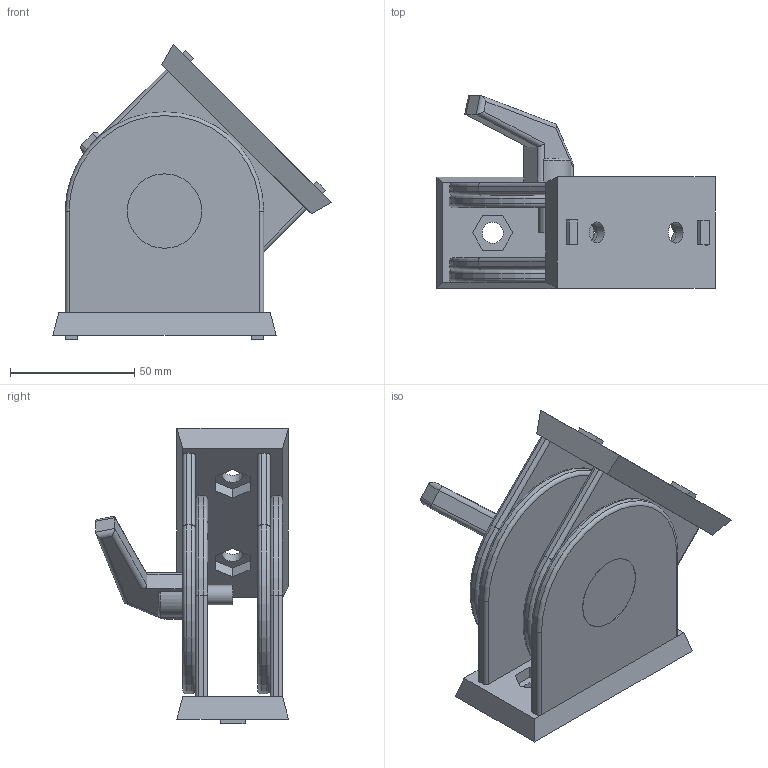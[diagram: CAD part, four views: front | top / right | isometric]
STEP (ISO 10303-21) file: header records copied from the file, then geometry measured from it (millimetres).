
FILE_DESCRIPTION(/* description */ (''),/* implementation_level */ '2;1');
FILE_NAME(/* name */ '81404_KriTec Gelenk 10 90x45 mit Klemmhebel.stp',/* time_stamp */ '2016-05-19T09:22:18+02:00',/* author */ ('kostic'),/* organization */ (''),/* preprocessor_version */ 'ST-DEVELOPER v16.1',/* originating_system */ 'Autodesk Inventor 2016',/* authorisation */ '');
FILE_SCHEMA (('AUTOMOTIVE_DESIGN { 1 0 10303 214 3 1 1 }'));
Length unit declared in the file: millimetre
Products named in the file (3): Gelenk 10 90x45; Klemmhebel; Gelenk 10 90x45 mit Klemmhebel
Assembly tree (3 placements, depth 2):
  Gelenk 10 90x45 mit Klemmhebel
    Gelenk 10 90x45  x2
    Klemmhebel
Bounding box: 112.18 x 77.8 x 118.98 mm (x, y, z)
Volume: 186981.9 mm3; surface area: 72213.2 mm2
Topology: 3 solids, 3 shells, 140 faces, 340 edges, 219 vertices
Faces by surface type: plane 92, cylinder 38, torus 10
Full cylindrical faces by diameter (mm): 8 x1, 8.5 x4, 30 x2
Entity records: 2524 total; most frequent: CARTESIAN_POINT 470, DIRECTION 418, ORIENTED_EDGE 396, EDGE_CURVE 198, LINE 140, VECTOR 140, AXIS2_PLACEMENT_3D 139, VERTEX_POINT 129
